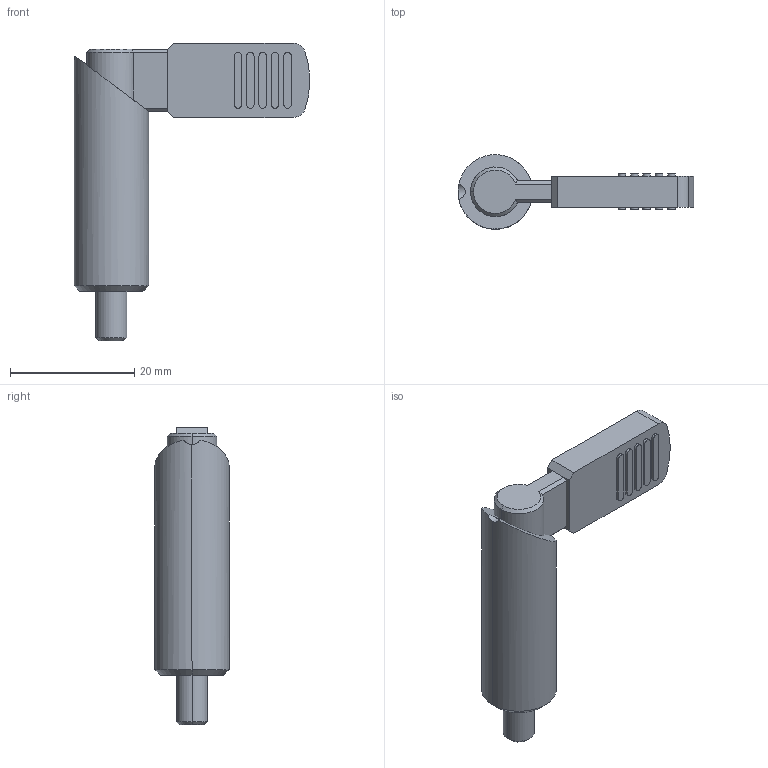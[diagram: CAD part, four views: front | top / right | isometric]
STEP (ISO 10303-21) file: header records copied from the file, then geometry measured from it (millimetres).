
FILE_DESCRIPTION(('STEP AP214'),'1');
FILE_NAME(' ',' ',('TraceParts'),('TraceParts S.A.'),'XStep 1.0',' ',' ');
FILE_SCHEMA(('automotive_design'));
Length unit declared in the file: millimetre
Products named in the file (3): 1; 2; 3
Bounding box: 38 x 12 x 48 mm (x, y, z)
Volume: 5659.4 mm3; surface area: 5003.1 mm2
Topology: 3 solids, 3 shells, 100 faces, 232 edges, 150 vertices
Faces by surface type: plane 54, cylinder 38, cone 8
Entity records: 5644 total; most frequent: DIRECTION 520, CARTESIAN_POINT 503, STYLED_ITEM 485, PRESENTATION_STYLE_ASSIGNMENT 485, COLOUR_RGB 485, ORIENTED_EDGE 464, EDGE_CURVE 232, CURVE_STYLE 232
